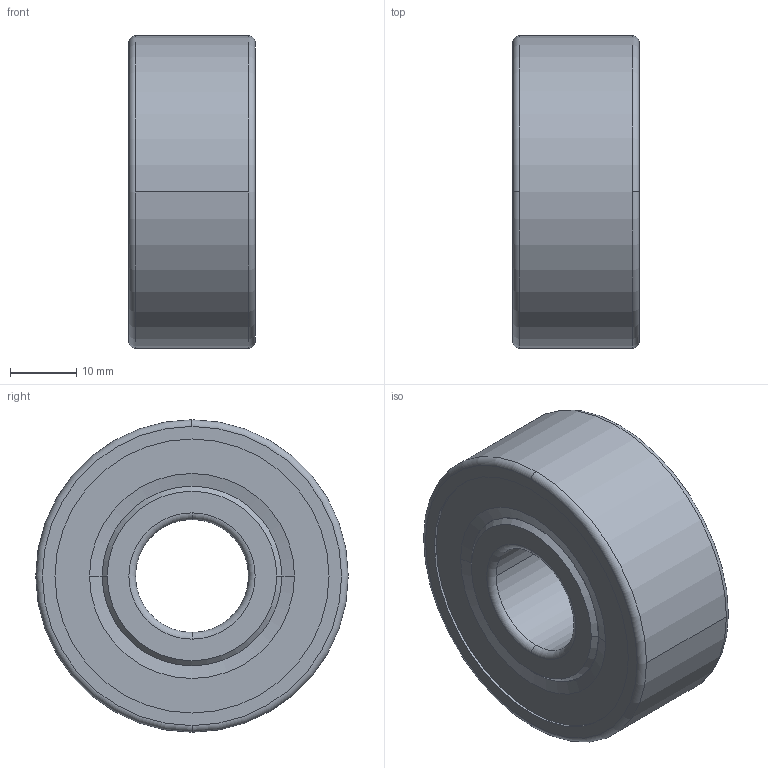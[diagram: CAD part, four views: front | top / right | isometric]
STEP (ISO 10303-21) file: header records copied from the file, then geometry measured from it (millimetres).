
FILE_DESCRIPTION(('STEP AP214'),'1');
FILE_NAME('skf_bearing_2303_e-2rs1tn9_2.stp','2023-11-20T06:45:16',('TraceParts'),('TraceParts S.A.'),'Spatial InterOp 3D',' ',' ');
FILE_SCHEMA(('AUTOMOTIVE_DESIGN { 1 0 10303 214 1 1 1 1 }'));
Length unit declared in the file: millimetre
Products named in the file (1): skf_bearing_2303_e-2rs1tn9_2_1
Bounding box: 19 x 47 x 47 mm (x, y, z)
Volume: 17928.3 mm3; surface area: 16760.3 mm2
Topology: 6 solids, 6 shells, 160 faces, 442 edges, 242 vertices
Faces by surface type: torus 64, sphere 50, cylinder 22, plane 12, cone 12
Entity records: 5993 total; most frequent: CARTESIAN_POINT 2382, DIRECTION 790, ORIENTED_EDGE 684, AXIS2_PLACEMENT_3D 378, EDGE_CURVE 342, VERTEX_POINT 242, EDGE_LOOP 220, CIRCLE 212
